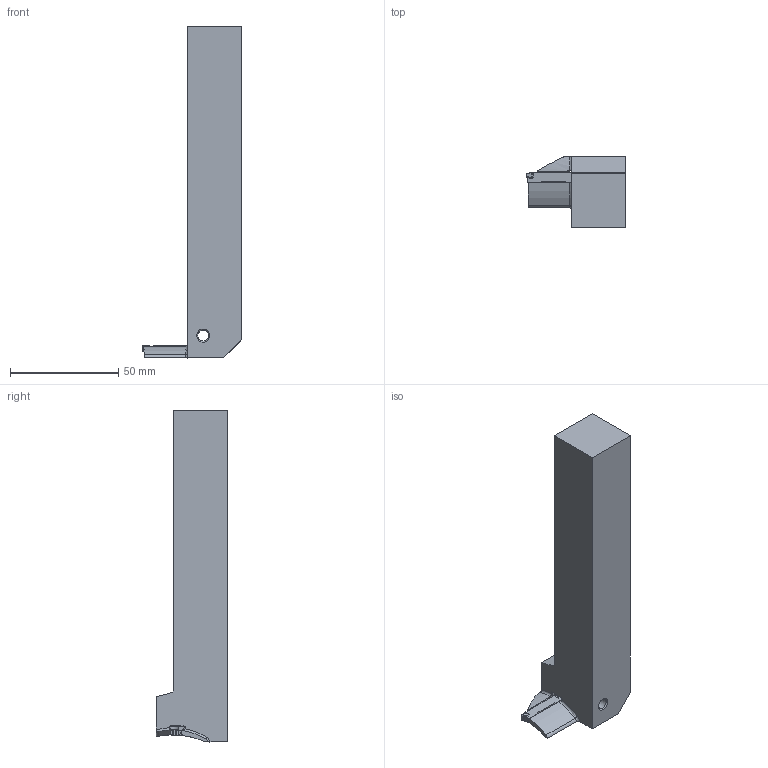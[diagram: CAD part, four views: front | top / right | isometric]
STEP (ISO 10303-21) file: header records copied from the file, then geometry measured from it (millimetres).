
FILE_DESCRIPTION(/* description */ (''),/* implementation_level */ '2;1');
FILE_NAME(/* name */ 'GL3-S2525MGR-20-R080051_204664599_SIM.stp',/* time_stamp */ '2023-04-03T12:37:53+02:00',/* author */ (''),/* organization */ (''),/* preprocessor_version */ 'ST-DEVELOPER v16.7',/* originating_system */ 'SIEMENS PLM Software NX 12.0',/* authorisation */ '');
FILE_SCHEMA (('AUTOMOTIVE_DESIGN { 1 0 10303 214 3 1 1 1 }'));
Length unit declared in the file: millimetre
Products named in the file (1): hc720B1C4CECivik
Bounding box: 45.89 x 33 x 153.01 mm (x, y, z)
Volume: 96790.7 mm3; surface area: 18581.4 mm2
Topology: 2 solids, 2 shells, 288 faces, 745 edges, 453 vertices
Faces by surface type: bspline 126, cylinder 74, plane 64, extrusion 10, sphere 6, torus 6, cone 2
Full cylindrical faces by diameter (mm): 5 x1, 6.6 x1, 10.5 x1
Entity records: 10836 total; most frequent: CARTESIAN_POINT 5015, ORIENTED_EDGE 1452, DIRECTION 852, EDGE_CURVE 726, VERTEX_POINT 449, B_SPLINE_CURVE_WITH_KNOTS 338, AXIS2_PLACEMENT_3D 322, EDGE_LOOP 297
